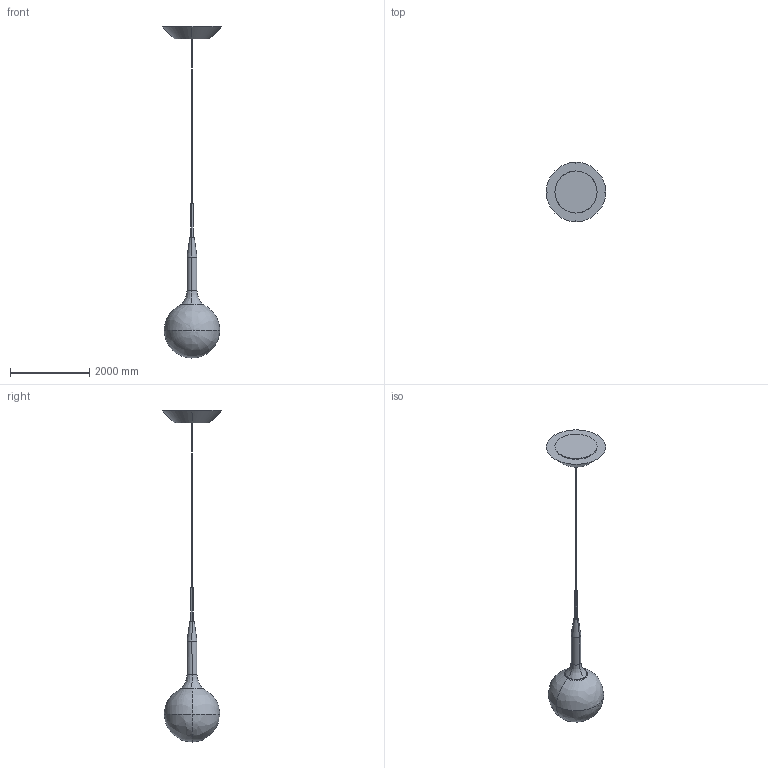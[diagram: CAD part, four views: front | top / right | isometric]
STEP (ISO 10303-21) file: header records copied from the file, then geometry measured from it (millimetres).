
FILE_DESCRIPTION(/* description */ (''),/* implementation_level */ '2;1');
FILE_NAME(/* name */ 'Castore_Sosp_14_2D',/* time_stamp */ '2012-02-28T16:18:34+01:00',/* author */ (''),/* organization */ (''),/* preprocessor_version */ 'ST-DEVELOPER v10',/* originating_system */ '',/* authorisation */ '');
FILE_SCHEMA (('CONFIG_CONTROL_DESIGN'));
Length unit declared in the file: centimetre
Products named in the file (1): 1
Bounding box: 1500 x 1500 x 8370.44 mm (x, y, z)
Volume: 717903680.3 mm3; surface area: 18059254.4 mm2
Topology: 3 solids, 3 shells, 62 faces, 148 edges, 90 vertices
Faces by surface type: bspline 52, plane 10
Entity records: 2360 total; most frequent: CARTESIAN_POINT 1488, ORIENTED_EDGE 280, EDGE_CURVE 140, VERTEX_POINT 90, EDGE_LOOP 68, ADVANCED_FACE 62, FACE_OUTER_BOUND 62, B_SPLINE_CURVE_WITH_KNOTS 38
